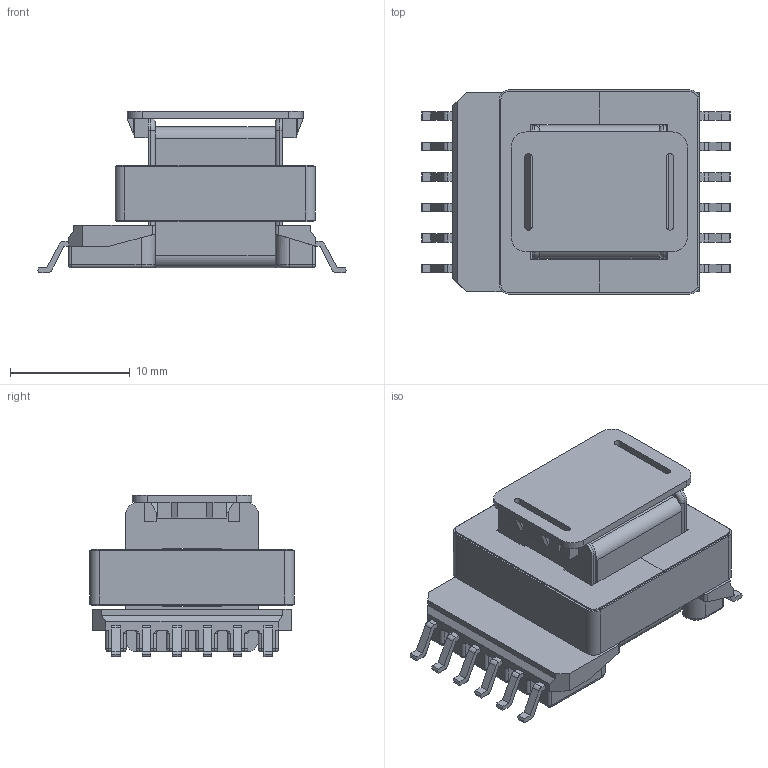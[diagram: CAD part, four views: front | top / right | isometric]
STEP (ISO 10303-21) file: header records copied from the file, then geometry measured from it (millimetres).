
FILE_DESCRIPTION(/* description */ ('Unknown'),/* implementation_level */ '2;1');
FILE_NAME(/* name */ 'T_Wurth_WE-IBTI-EE16_8_5_L17.78W26.1H13.8',/* time_stamp */ '2025-12-25T14:05:11+08:00',/* author */ ('Unknown'),/* organization */ ('Unknown'),/* preprocessor_version */ 'ST-DEVELOPER v19.4',/* originating_system */ 'Solid Edge',/* authorisation */ 'Unknown');
FILE_SCHEMA (('AUTOMOTIVE_DESIGN {1 0 10303 214 3 1 1}'));
Length unit declared in the file: millimetre
Products named in the file (2): T_Wurth_WE-IBTI-EE16_8_5_L17.78W26.1H13.8
Assembly tree (1 placements, depth 2):
  T_Wurth_WE-IBTI-EE16_8_5_L17.78W26.1H13.8
    T_Wurth_WE-IBTI-EE16_8_5_L17.78W26.1H13.8
Bounding box: 25.76 x 17.03 x 13.49 mm (x, y, z)
Volume: 2706.7 mm3; surface area: 4568.4 mm2
Topology: 6 solids, 6 shells, 630 faces, 1638 edges, 996 vertices
Faces by surface type: plane 334, cylinder 204, torus 40, sphere 32, bspline 20
Entity records: 22925 total; most frequent: CARTESIAN_POINT 4087, ORIENTED_EDGE 3204, DIRECTION 3146, EDGE_CURVE 1602, LINE 1098, VECTOR 1098, AXIS2_PLACEMENT_3D 1024, VERTEX_POINT 996
